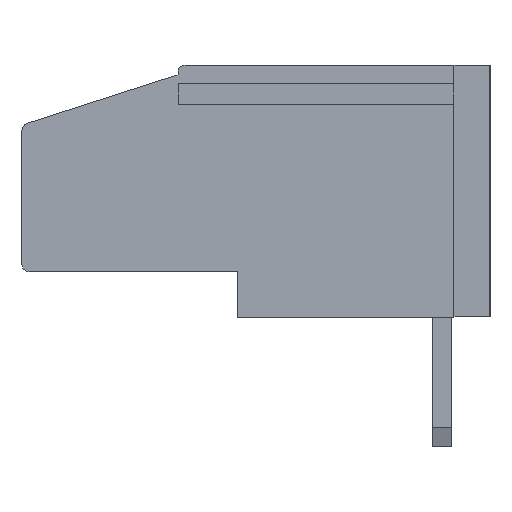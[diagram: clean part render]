
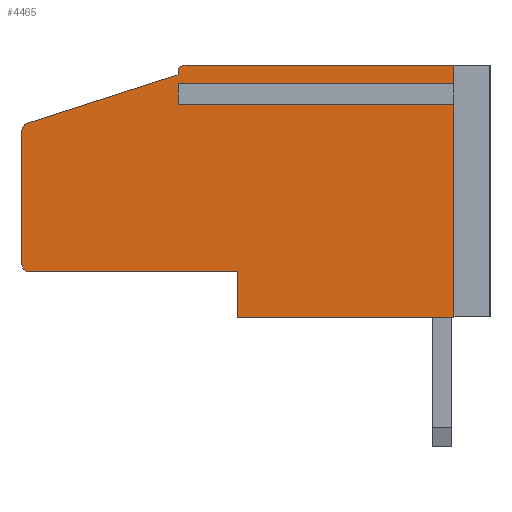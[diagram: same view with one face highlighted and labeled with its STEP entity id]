
A CAD part, left-side view. The second image highlights one B-rep face of the part: STEP entity #4465.
In plain terms, the highlighted planar face has unit normal (-1, 0, 0).
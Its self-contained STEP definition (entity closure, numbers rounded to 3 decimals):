
#244 = CARTESIAN_POINT ( 'NONE',  ( 0., 19.2, 7.782 ) ) ;
#368 = CARTESIAN_POINT ( 'NONE',  ( 0., 13., 9.502 ) ) ;
#430 = CARTESIAN_POINT ( 'NONE',  ( 0., 1.5, 0. ) ) ;
#1277 = DIRECTION ( 'NONE',  ( 0., -1., 0. ) ) ;
#1560 = FACE_OUTER_BOUND ( 'NONE', #30799, .T. ) ;
#2510 = ORIENTED_EDGE ( 'NONE', *, *, #8185, .T. ) ;
#2669 = DIRECTION ( 'NONE',  ( 0., 0., 1. ) ) ;
#2777 = LINE ( 'NONE', #26022, #28523 ) ;
#2942 = VERTEX_POINT ( 'NONE', #22194 ) ;
#2949 = VECTOR ( 'NONE', #33951, 1000. ) ;
#3031 = EDGE_CURVE ( 'NONE', #29669, #12608, #31580, .T. ) ;
#3713 = LINE ( 'NONE', #3904, #33179 ) ;
#3744 = EDGE_CURVE ( 'NONE', #12608, #27603, #30160, .T. ) ;
#3789 = VERTEX_POINT ( 'NONE', #6651 ) ;
#3904 = CARTESIAN_POINT ( 'NONE',  ( 0., 1.5, 10.5 ) ) ;
#4010 = CIRCLE ( 'NONE', #34392, 0.3 ) ;
#4110 = VECTOR ( 'NONE', #27438, 1000. ) ;
#4429 = CARTESIAN_POINT ( 'NONE',  ( 0., 13., 9.502 ) ) ;
#4465 = ADVANCED_FACE ( 'NONE', ( #1560 ), #30837, .F. ) ;
#4671 = ORIENTED_EDGE ( 'NONE', *, *, #29421, .T. ) ;
#4703 = VECTOR ( 'NONE', #6186, 1000. ) ;
#5149 = CARTESIAN_POINT ( 'NONE',  ( 0., 1.5, 10.5 ) ) ;
#5336 = LINE ( 'NONE', #22981, #7990 ) ;
#5428 = EDGE_CURVE ( 'NONE', #29669, #11011, #17804, .T. ) ;
#6150 = ORIENTED_EDGE ( 'NONE', *, *, #33319, .T. ) ;
#6186 = DIRECTION ( 'NONE',  ( 0., 0., 1. ) ) ;
#6651 = CARTESIAN_POINT ( 'NONE',  ( 0., 13., 10.2 ) ) ;
#7386 = ORIENTED_EDGE ( 'NONE', *, *, #3031, .F. ) ;
#7530 = DIRECTION ( 'NONE',  ( 0., 0., -1. ) ) ;
#7642 = EDGE_CURVE ( 'NONE', #22153, #17992, #9751, .T. ) ;
#7927 = ORIENTED_EDGE ( 'NONE', *, *, #31175, .T. ) ;
#7933 = VECTOR ( 'NONE', #28806, 1000. ) ;
#7990 = VECTOR ( 'NONE', #22409, 1000. ) ;
#8185 = EDGE_CURVE ( 'NONE', #25518, #13109, #13711, .T. ) ;
#8798 = CARTESIAN_POINT ( 'NONE',  ( 0., 13., 9.502 ) ) ;
#9198 = LINE ( 'NONE', #35678, #15544 ) ;
#9751 = LINE ( 'NONE', #27266, #19266 ) ;
#9984 = AXIS2_PLACEMENT_3D ( 'NONE', #12962, #25206, #30274 ) ;
#10034 = VECTOR ( 'NONE', #23794, 1000. ) ;
#10042 = ORIENTED_EDGE ( 'NONE', *, *, #7642, .F. ) ;
#10044 = CARTESIAN_POINT ( 'NONE',  ( 0., 19.5, 10.5 ) ) ;
#10101 = DIRECTION ( 'NONE',  ( 0., -0.952, 0.307 ) ) ;
#10222 = CARTESIAN_POINT ( 'NONE',  ( 0., 12.7, 10.5 ) ) ;
#11011 = VERTEX_POINT ( 'NONE', #21252 ) ;
#11330 = AXIS2_PLACEMENT_3D ( 'NONE', #10044, #18612, #7530 ) ;
#11884 = CARTESIAN_POINT ( 'NONE',  ( 0., 10.5, 0. ) ) ;
#12356 = VERTEX_POINT ( 'NONE', #27009 ) ;
#12608 = VERTEX_POINT ( 'NONE', #24129 ) ;
#12962 = CARTESIAN_POINT ( 'NONE',  ( 0., 19.2, 2.2 ) ) ;
#13109 = VERTEX_POINT ( 'NONE', #14839 ) ;
#13518 = EDGE_CURVE ( 'NONE', #2942, #3789, #24238, .T. ) ;
#13711 = CIRCLE ( 'NONE', #9984, 0.3 ) ;
#14569 = DIRECTION ( 'NONE',  ( 0., 0., 1. ) ) ;
#14839 = CARTESIAN_POINT ( 'NONE',  ( 0., 19.2, 1.9 ) ) ;
#14891 = DIRECTION ( 'NONE',  ( 0., -1., 0. ) ) ;
#15544 = VECTOR ( 'NONE', #2669, 1000. ) ;
#16374 = CARTESIAN_POINT ( 'NONE',  ( 0., 19.292, 8.067 ) ) ;
#16849 = ORIENTED_EDGE ( 'NONE', *, *, #32939, .F. ) ;
#17664 = ORIENTED_EDGE ( 'NONE', *, *, #26619, .F. ) ;
#17786 = LINE ( 'NONE', #29631, #10034 ) ;
#17804 = LINE ( 'NONE', #368, #27712 ) ;
#17992 = VERTEX_POINT ( 'NONE', #38007 ) ;
#18572 = CARTESIAN_POINT ( 'NONE',  ( 0., 19.5, 7.782 ) ) ;
#18612 = DIRECTION ( 'NONE',  ( 1., 0., 0. ) ) ;
#19266 = VECTOR ( 'NONE', #1277, 1000. ) ;
#19428 = ORIENTED_EDGE ( 'NONE', *, *, #5428, .T. ) ;
#19886 = LINE ( 'NONE', #5149, #7933 ) ;
#19956 = AXIS2_PLACEMENT_3D ( 'NONE', #244, #28937, #20203 ) ;
#20203 = DIRECTION ( 'NONE',  ( 0., 0., -1. ) ) ;
#20611 = ORIENTED_EDGE ( 'NONE', *, *, #22541, .F. ) ;
#20959 = CARTESIAN_POINT ( 'NONE',  ( 0., 13., 10.1 ) ) ;
#21218 = VECTOR ( 'NONE', #10101, 1000. ) ;
#21252 = CARTESIAN_POINT ( 'NONE',  ( 0., 1.5, 9.502 ) ) ;
#21582 = LINE ( 'NONE', #30714, #21218 ) ;
#22153 = VERTEX_POINT ( 'NONE', #10222 ) ;
#22194 = CARTESIAN_POINT ( 'NONE',  ( 0., 13., 10.1 ) ) ;
#22409 = DIRECTION ( 'NONE',  ( 0., 1., 0. ) ) ;
#22541 = EDGE_CURVE ( 'NONE', #12356, #13109, #5336, .T. ) ;
#22981 = CARTESIAN_POINT ( 'NONE',  ( 0., 19.5, 1.9 ) ) ;
#23194 = VERTEX_POINT ( 'NONE', #18572 ) ;
#23609 = ORIENTED_EDGE ( 'NONE', *, *, #3744, .F. ) ;
#23670 = ORIENTED_EDGE ( 'NONE', *, *, #32080, .F. ) ;
#23794 = DIRECTION ( 'NONE',  ( 0., -1., 0. ) ) ;
#24129 = CARTESIAN_POINT ( 'NONE',  ( 0., 13., 9.098 ) ) ;
#24238 = LINE ( 'NONE', #20959, #4703 ) ;
#25206 = DIRECTION ( 'NONE',  ( -1., 0., 0. ) ) ;
#25518 = VERTEX_POINT ( 'NONE', #25817 ) ;
#25817 = CARTESIAN_POINT ( 'NONE',  ( 0., 19.5, 2.2 ) ) ;
#26022 = CARTESIAN_POINT ( 'NONE',  ( 0., 19.5, 10.5 ) ) ;
#26137 = ORIENTED_EDGE ( 'NONE', *, *, #13518, .F. ) ;
#26187 = ORIENTED_EDGE ( 'NONE', *, *, #36809, .F. ) ;
#26211 = VERTEX_POINT ( 'NONE', #16374 ) ;
#26619 = EDGE_CURVE ( 'NONE', #27603, #33369, #19886, .T. ) ;
#26803 = DIRECTION ( 'NONE',  ( 0., 0., -1. ) ) ;
#26809 = ORIENTED_EDGE ( 'NONE', *, *, #37504, .F. ) ;
#27009 = CARTESIAN_POINT ( 'NONE',  ( 0., 10.5, 1.9 ) ) ;
#27266 = CARTESIAN_POINT ( 'NONE',  ( 0., 19.5, 10.5 ) ) ;
#27390 = CIRCLE ( 'NONE', #19956, 0.3 ) ;
#27438 = DIRECTION ( 'NONE',  ( 0., -1., 0. ) ) ;
#27603 = VERTEX_POINT ( 'NONE', #30511 ) ;
#27712 = VECTOR ( 'NONE', #14891, 1000. ) ;
#28523 = VECTOR ( 'NONE', #14569, 1000. ) ;
#28806 = DIRECTION ( 'NONE',  ( 0., 0., -1. ) ) ;
#28937 = DIRECTION ( 'NONE',  ( -1., 0., 0. ) ) ;
#29237 = CARTESIAN_POINT ( 'NONE',  ( 0., 12.7, 10.2 ) ) ;
#29421 = EDGE_CURVE ( 'NONE', #32307, #33369, #17786, .T. ) ;
#29631 = CARTESIAN_POINT ( 'NONE',  ( 0., 19.5, 0. ) ) ;
#29669 = VERTEX_POINT ( 'NONE', #8798 ) ;
#30160 = LINE ( 'NONE', #30905, #4110 ) ;
#30274 = DIRECTION ( 'NONE',  ( 0., 0., -1. ) ) ;
#30511 = CARTESIAN_POINT ( 'NONE',  ( 0., 1.5, 9.098 ) ) ;
#30714 = CARTESIAN_POINT ( 'NONE',  ( 0., 19.5, 8. ) ) ;
#30799 = EDGE_LOOP ( 'NONE', ( #26809, #2510, #20611, #23670, #4671, #17664, #23609, #7386, #19428, #26187, #10042, #7927, #26137, #16849, #6150 ) ) ;
#30837 = PLANE ( 'NONE',  #11330 ) ;
#30905 = CARTESIAN_POINT ( 'NONE',  ( 0., 13., 9.098 ) ) ;
#31175 = EDGE_CURVE ( 'NONE', #22153, #3789, #4010, .T. ) ;
#31580 = LINE ( 'NONE', #4429, #2949 ) ;
#32080 = EDGE_CURVE ( 'NONE', #32307, #12356, #9198, .T. ) ;
#32307 = VERTEX_POINT ( 'NONE', #11884 ) ;
#32354 = DIRECTION ( 'NONE',  ( 0., 0., -1. ) ) ;
#32939 = EDGE_CURVE ( 'NONE', #26211, #2942, #21582, .T. ) ;
#33179 = VECTOR ( 'NONE', #26803, 1000. ) ;
#33319 = EDGE_CURVE ( 'NONE', #26211, #23194, #27390, .T. ) ;
#33369 = VERTEX_POINT ( 'NONE', #430 ) ;
#33951 = DIRECTION ( 'NONE',  ( 0., 0., -1. ) ) ;
#34392 = AXIS2_PLACEMENT_3D ( 'NONE', #29237, #35299, #32354 ) ;
#35299 = DIRECTION ( 'NONE',  ( -1., 0., 0. ) ) ;
#35678 = CARTESIAN_POINT ( 'NONE',  ( 0., 10.5, 1.9 ) ) ;
#36809 = EDGE_CURVE ( 'NONE', #17992, #11011, #3713, .T. ) ;
#37504 = EDGE_CURVE ( 'NONE', #25518, #23194, #2777, .T. ) ;
#38007 = CARTESIAN_POINT ( 'NONE',  ( 0., 1.5, 10.5 ) ) ;
